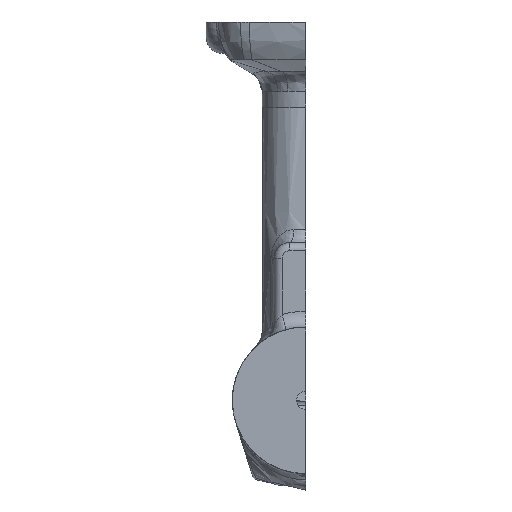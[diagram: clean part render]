
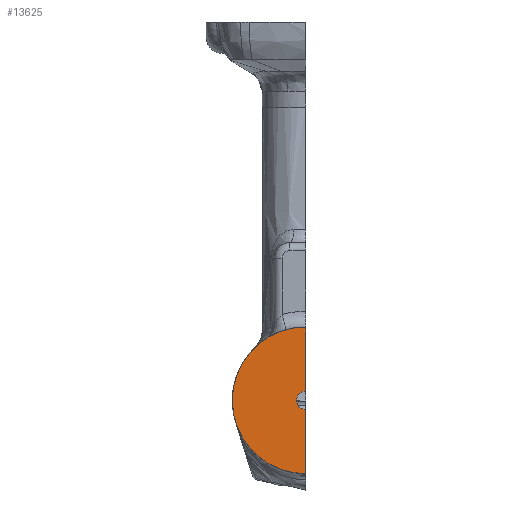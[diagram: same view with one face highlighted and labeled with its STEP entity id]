
A CAD part, left-side view. The second image highlights one B-rep face of the part: STEP entity #13625.
In plain terms, the highlighted planar face has unit normal (-1, 0, 0).
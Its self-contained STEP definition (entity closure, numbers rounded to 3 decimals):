
#9691=CARTESIAN_POINT('POINT362',(-92.075,3.683,-137.16))
   ;
#9692=VERTEX_POINT('VERTEX362',#9691);
#9708=CARTESIAN_POINT('POINT364',(-92.075,0.,-133.477));
#9709=VERTEX_POINT('VERTEX364',#9708);
#9716=CARTESIAN_POINT('POS478',(-92.075,0.,
   -137.16));
#9717=DIRECTION('DIR782',(1.,0.,0.));
#9718=DIRECTION('DIR783',(0.,0.,-1.));
#9719=AXIS2_PLACEMENT_3D('AXIS305',#9716,#9717,#9718);
#9720=CIRCLE('ELLIPSE176',#9719,3.683);
#9721=EDGE_CURVE('EDGE549',#9692,#9709,#9720,.T.);
#9771=CARTESIAN_POINT('POINT366',(-92.075,0.,-107.62))
   ;
#9772=VERTEX_POINT('VERTEX366',#9771);
#9779=CARTESIAN_POINT('POS484',(-92.075,0.,-133.477));
#9780=DIRECTION('DIR790',(0.,0.,1.));
#9781=VECTOR('VEC178',#9780,25.4);
#9782=LINE('STRAIGHT178',#9779,#9781);
#9783=EDGE_CURVE('EDGE554',#9709,#9772,#9782,.T.);
#10298=CARTESIAN_POINT('POINT384',(-92.075,0.,-140.843))
   ;
#10299=VERTEX_POINT('VERTEX384',#10298);
#10300=EDGE_CURVE('EDGE585',#10299,#9692,#9720,.T.);
#12873=CARTESIAN_POINT('POINT428',(-92.075,29.54,
   -137.16));
#12874=VERTEX_POINT('VERTEX428',#12873);
#12881=CARTESIAN_POINT('POS580',(-92.075,0.,
   -137.16));
#12882=DIRECTION('DIR947',(-1.,0.,0.));
#12883=DIRECTION('DIR948',(0.,0.,1.));
#12884=AXIS2_PLACEMENT_3D('AXIS368',#12881,#12882,#12883);
#12885=CIRCLE('ELLIPSE214',#12884,29.54);
#12886=EDGE_CURVE('EDGE677',#9772,#12874,#12885,.T.);
#13588=CARTESIAN_POINT('POINT435',(-92.075,0.,-166.7)
   );
#13589=VERTEX_POINT('VERTEX435',#13588);
#13596=EDGE_CURVE('EDGE696',#12874,#13589,#12885,.T.);
#13607=ORIENTED_EDGE('COEDGE1323',*,*,#9783,.T.);
#13608=ORIENTED_EDGE('COEDGE1324',*,*,#12886,.T.);
#13609=ORIENTED_EDGE('COEDGE1325',*,*,#13596,.T.);
#13610=CARTESIAN_POINT('POS593',(-92.075,0.,-166.7));
#13611=DIRECTION('DIR966',(0.,0.,1.));
#13612=VECTOR('VEC220',#13611,25.4);
#13613=LINE('STRAIGHT220',#13610,#13612);
#13614=EDGE_CURVE('EDGE697',#13589,#10299,#13613,.T.);
#13615=ORIENTED_EDGE('COEDGE1326',*,*,#13614,.T.);
#13616=ORIENTED_EDGE('COEDGE1327',*,*,#10300,.T.);
#13617=ORIENTED_EDGE('COEDGE1328',*,*,#9721,.T.);
#13618=EDGE_LOOP('NONE',(#13607,#13608,#13609,#13615,#13616,#13617));
#13619=FACE_BOUND('LOOP1',#13618,.T.);
#13620=CARTESIAN_POINT('POS594',(-92.075,0.,7.62));
#13621=DIRECTION('DIR967',(-1.,0.,0.));
#13622=DIRECTION('DIR968',(0.,1.,0.));
#13623=AXIS2_PLACEMENT_3D('AXIS374',#13620,#13621,#13622);
#13624=PLANE('PLANE62',#13623);
#13625=ADVANCED_FACE('FACE260',(#13619),#13624,.T.);
